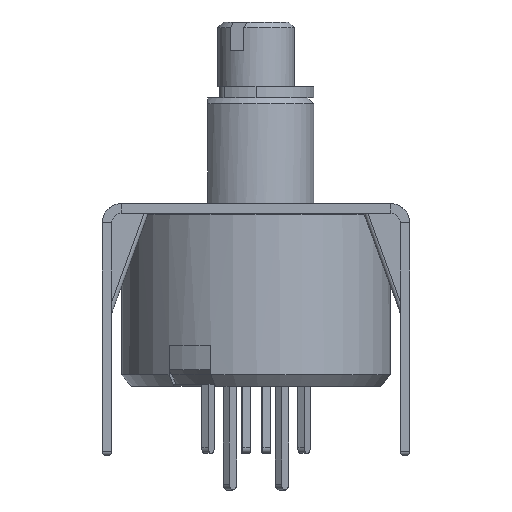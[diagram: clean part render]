
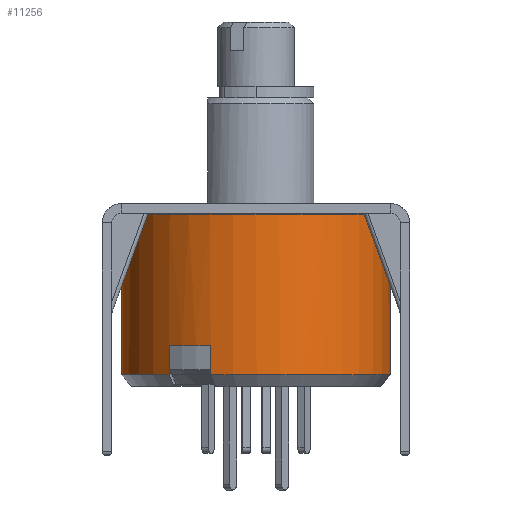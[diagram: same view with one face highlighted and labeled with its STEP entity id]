
A CAD part, front view. The second image highlights one B-rep face of the part: STEP entity #11256.
In plain terms, the highlighted cylindrical face has radius 7 mm (diameter 14 mm), a partial arc.
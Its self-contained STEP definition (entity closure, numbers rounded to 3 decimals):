
#54 = CARTESIAN_POINT ( 'NONE',  ( 7., 0., 0.95 ) ) ;
#66 = DIRECTION ( 'NONE',  ( 0., 0., -1. ) ) ;
#69 = ORIENTED_EDGE ( 'NONE', *, *, #9995, .T. ) ;
#612 = DIRECTION ( 'NONE',  ( 0., 0., 1. ) ) ;
#957 = VERTEX_POINT ( 'NONE', #2360 ) ;
#1156 = CYLINDRICAL_SURFACE ( 'NONE', #4632, 7. ) ;
#1163 = CIRCLE ( 'NONE', #10355, 7. ) ;
#1374 = CARTESIAN_POINT ( 'NONE',  ( 0., 0., -7.4 ) ) ;
#1568 = DIRECTION ( 'NONE',  ( 0., 0., -1. ) ) ;
#1582 = VERTEX_POINT ( 'NONE', #3049 ) ;
#1636 = CIRCLE ( 'NONE', #10540, 7. ) ;
#2003 = DIRECTION ( 'NONE',  ( -1., 0., 0. ) ) ;
#2007 = ORIENTED_EDGE ( 'NONE', *, *, #10202, .T. ) ;
#2195 = FACE_OUTER_BOUND ( 'NONE', #8639, .T. ) ;
#2360 = CARTESIAN_POINT ( 'NONE',  ( -4.526, -5.34, -7.4 ) ) ;
#2386 = VERTEX_POINT ( 'NONE', #9020 ) ;
#2641 = VECTOR ( 'NONE', #7708, 1000. ) ;
#2973 = CARTESIAN_POINT ( 'NONE',  ( -2.361, -6.59, -7.4 ) ) ;
#3049 = CARTESIAN_POINT ( 'NONE',  ( -4.526, -5.34, -5.9 ) ) ;
#3074 = CARTESIAN_POINT ( 'NONE',  ( 0., 0., 9. ) ) ;
#3168 = EDGE_CURVE ( 'NONE', #4229, #5649, #6585, .T. ) ;
#3551 = AXIS2_PLACEMENT_3D ( 'NONE', #1374, #9827, #9751 ) ;
#3558 = CARTESIAN_POINT ( 'NONE',  ( -7., 0., -7.4 ) ) ;
#3805 = EDGE_CURVE ( 'NONE', #2386, #5649, #1636, .T. ) ;
#3982 = DIRECTION ( 'NONE',  ( 1., 0., 0. ) ) ;
#4229 = VERTEX_POINT ( 'NONE', #5400 ) ;
#4630 = LINE ( 'NONE', #6524, #11229 ) ;
#4632 = AXIS2_PLACEMENT_3D ( 'NONE', #3074, #8659, #2003 ) ;
#4663 = VERTEX_POINT ( 'NONE', #11688 ) ;
#4703 = ORIENTED_EDGE ( 'NONE', *, *, #10507, .T. ) ;
#4780 = DIRECTION ( 'NONE',  ( -1., 0., 0. ) ) ;
#4786 = DIRECTION ( 'NONE',  ( 0., 0., -1. ) ) ;
#4936 = ORIENTED_EDGE ( 'NONE', *, *, #10293, .T. ) ;
#5400 = CARTESIAN_POINT ( 'NONE',  ( -2.361, -6.59, -5.9 ) ) ;
#5649 = VERTEX_POINT ( 'NONE', #2973 ) ;
#5707 = AXIS2_PLACEMENT_3D ( 'NONE', #9442, #9525, #4780 ) ;
#5987 = ORIENTED_EDGE ( 'NONE', *, *, #6565, .F. ) ;
#5998 = DIRECTION ( 'NONE',  ( 0., 0., 1. ) ) ;
#6524 = CARTESIAN_POINT ( 'NONE',  ( 7., 0., 9. ) ) ;
#6565 = EDGE_CURVE ( 'NONE', #10404, #2386, #4630, .T. ) ;
#6585 = LINE ( 'NONE', #9811, #8775 ) ;
#6777 = ORIENTED_EDGE ( 'NONE', *, *, #11286, .F. ) ;
#6848 = CARTESIAN_POINT ( 'NONE',  ( -7., 0., 9. ) ) ;
#7153 = CARTESIAN_POINT ( 'NONE',  ( 0., 0., -5.9 ) ) ;
#7342 = ORIENTED_EDGE ( 'NONE', *, *, #3168, .T. ) ;
#7586 = ORIENTED_EDGE ( 'NONE', *, *, #3805, .F. ) ;
#7708 = DIRECTION ( 'NONE',  ( 0., 0., -1. ) ) ;
#7857 = VERTEX_POINT ( 'NONE', #3558 ) ;
#7913 = CARTESIAN_POINT ( 'NONE',  ( -4.526, -5.34, 9. ) ) ;
#8639 = EDGE_LOOP ( 'NONE', ( #5987, #4703, #69, #6777, #2007, #4936, #7342, #7586 ) ) ;
#8659 = DIRECTION ( 'NONE',  ( 0., 0., -1. ) ) ;
#8775 = VECTOR ( 'NONE', #1568, 1000. ) ;
#8890 = VECTOR ( 'NONE', #5998, 1000. ) ;
#9014 = CIRCLE ( 'NONE', #3551, 7. ) ;
#9020 = CARTESIAN_POINT ( 'NONE',  ( 7., 0., -7.4 ) ) ;
#9196 = LINE ( 'NONE', #7913, #8890 ) ;
#9442 = CARTESIAN_POINT ( 'NONE',  ( 0., 0., 0.95 ) ) ;
#9525 = DIRECTION ( 'NONE',  ( 0., 0., -1. ) ) ;
#9751 = DIRECTION ( 'NONE',  ( 1., 0., 0. ) ) ;
#9787 = LINE ( 'NONE', #6848, #2641 ) ;
#9811 = CARTESIAN_POINT ( 'NONE',  ( -2.361, -6.59, 9. ) ) ;
#9827 = DIRECTION ( 'NONE',  ( 0., 0., -1. ) ) ;
#9995 = EDGE_CURVE ( 'NONE', #4663, #7857, #9787, .T. ) ;
#10202 = EDGE_CURVE ( 'NONE', #957, #1582, #9196, .T. ) ;
#10293 = EDGE_CURVE ( 'NONE', #1582, #4229, #1163, .T. ) ;
#10355 = AXIS2_PLACEMENT_3D ( 'NONE', #7153, #612, #11001 ) ;
#10404 = VERTEX_POINT ( 'NONE', #54 ) ;
#10507 = EDGE_CURVE ( 'NONE', #10404, #4663, #11987, .T. ) ;
#10540 = AXIS2_PLACEMENT_3D ( 'NONE', #11504, #4786, #3982 ) ;
#11001 = DIRECTION ( 'NONE',  ( -1., 0., 0. ) ) ;
#11229 = VECTOR ( 'NONE', #66, 1000. ) ;
#11256 = ADVANCED_FACE ( 'NONE', ( #2195 ), #1156, .T. ) ;
#11286 = EDGE_CURVE ( 'NONE', #957, #7857, #9014, .T. ) ;
#11504 = CARTESIAN_POINT ( 'NONE',  ( 0., 0., -7.4 ) ) ;
#11688 = CARTESIAN_POINT ( 'NONE',  ( -7., 0., 0.95 ) ) ;
#11987 = CIRCLE ( 'NONE', #5707, 7. ) ;
